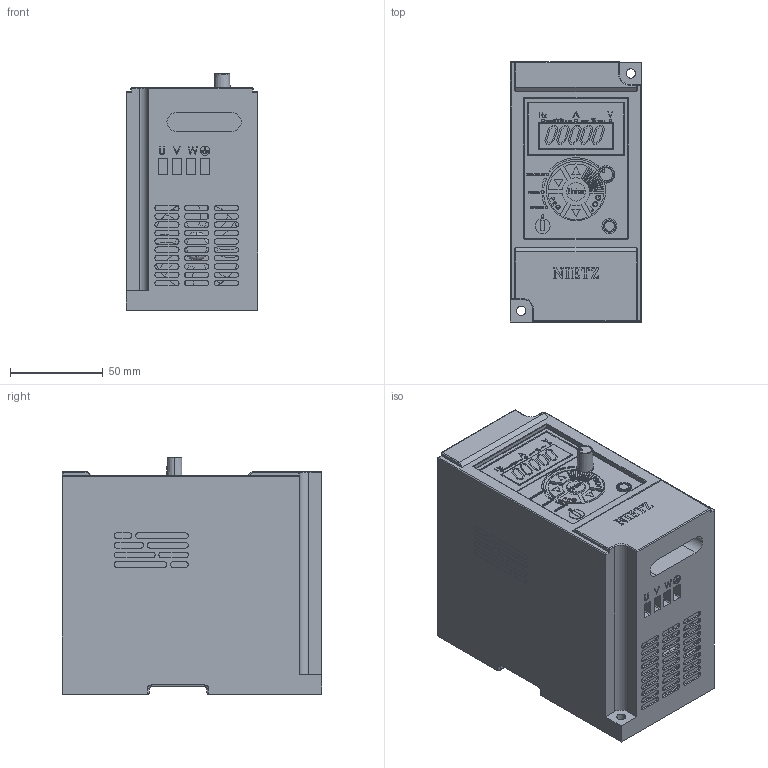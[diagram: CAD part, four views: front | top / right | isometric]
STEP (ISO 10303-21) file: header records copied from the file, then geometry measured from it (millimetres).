
FILE_DESCRIPTION (( 'STEP AP214' ), '1' );
FILE_NAME ('SPLC-AT20-0R4G2.step', '2025-10-20T08:11:36', ( 'KTP' ), ( '' ), 'SwSTEP 2.0', 'SolidWorks 2021', '' );
FILE_SCHEMA (( 'AUTOMOTIVE_DESIGN' ));
Length unit declared in the file: millimetre
Products named in the file (1): SPLC-AT20-0R4G2
Bounding box: 71 x 140 x 127.5 mm (x, y, z)
Volume: 1102760.1 mm3; surface area: 83313.8 mm2
Topology: 53 solids, 53 shells, 1834 faces, 4743 edges, 3130 vertices
Faces by surface type: plane 1211, cylinder 346, bspline 262, torus 8, sphere 4, cone 3
Entity records: 78851 total; most frequent: CARTESIAN_POINT 23876, ORIENTED_EDGE 9478, DIRECTION 8038, EDGE_CURVE 4739, LINE 3486, VECTOR 3486, VERTEX_POINT 3130, AXIS2_PLACEMENT_3D 2276
